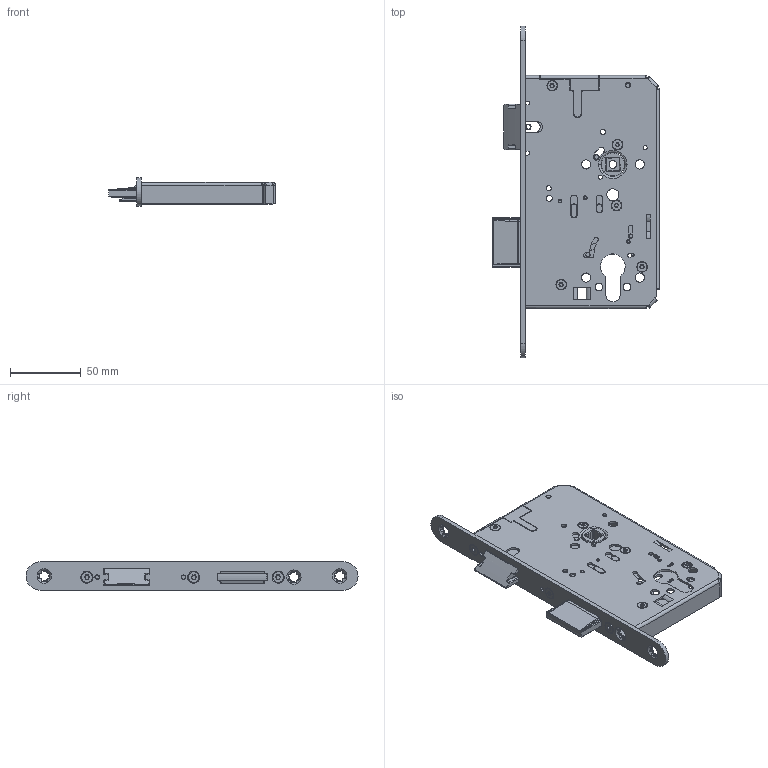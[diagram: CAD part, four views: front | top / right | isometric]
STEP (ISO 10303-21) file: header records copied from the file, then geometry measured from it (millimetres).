
FILE_DESCRIPTION((''),'2;1');
FILE_NAME('B-2320X-00-X-X_D65_F20X3_ABG_ASM','2015-05-29T',('ZoschkeSusanne'),(''),'PRO/ENGINEER BY PARAMETRIC TECHNOLOGY CORPORATION, 2014320','PRO/ENGINEER BY PARAMETRIC TECHNOLOGY CORPORATION, 2014320','');
FILE_SCHEMA(('AUTOMOTIVE_DESIGN_CC2 { 1 2 10303 214 -1 1 5 2 }'));
Products named in the file (59): X23110000_GEN_D65_AF1; X23900000_AF118; X03352000_AF118; X03354000_AF118; X00212000_AF6; X00212000_AF11; X00212000_AF21; X00212000_AF33; Y23110010_GEN_AF0_ASM; X23000000_AF0; X23302002_AF1; X23302010_AF19; Y23302022_AF0_ASM; X16323000_AF0; X95361000_AF0; Y23301014_AF0_ASM; X16500000_AF0; X23504001_AF0; X16503000_AF0; X97153000_AF0; Y23504020_AF2_ASM; X01709000_AF0; X16501000_AF2; X03397000_AF5; X16906000_AF0; X16908000_AF0; X16908000_AF1; X05042000_EINBAU_AF0; X05042000_EINBAU_AF1; X16907000_AF0; X16907000_AF1; Y16906010_AF5_ASM; X00017000_L1_AF5; X23904000_AF5; X23909000_AF0; X03394000_AF0; X01768000_AF0; Y23909010_AF5_ASM; X01747001_AF5; X23401002_AF1 ...
Assembly tree (58 placements, depth 4):
  B-2320X-00-X-X_D65_F20X3_ABG_ASM
    Y23110010_GEN_AF0_ASM
      X23110000_GEN_D65_AF1
      X23900000_AF118
      X03352000_AF118
      X03354000_AF118
      X00212000_AF6
      X00212000_AF11
      X00212000_AF21
      X00212000_AF33
    X23000000_AF0
    Y23301014_AF0_ASM
      Y23302022_AF0_ASM
        X23302002_AF1
        X23302010_AF19
      X16323000_AF0
      X95361000_AF0
    X16500000_AF0
    Y23504020_AF2_ASM
      X23504001_AF0
      X16503000_AF0
      X97153000_AF0
    X01709000_AF0
    X16501000_AF2
    X03397000_AF5
    Y16906010_AF5_ASM
      X16906000_AF0
      X16908000_AF0
      X16908000_AF1
      X05042000_EINBAU_AF0
      X05042000_EINBAU_AF1
      X16907000_AF0
      X16907000_AF1
    X00017000_L1_AF5
    X23904000_AF5
    Y23909010_AF5_ASM
      X23909000_AF0
      X03394000_AF0
      X01768000_AF0
    X01747001_AF5
    Y23400010_GEN_D65_AF5_ASM
      X23401002_AF1
      X03366000_AF40
      X03367000_AF40
      X16400000_AF1
    X16405000_AF5
    X23600000_AF0
    X23902000_AF7
    X16911000_AF7
    X23990000_AF1
    C96197002_AF1
    C96197002_AF0
    C96197002_AF3
    X23200000_GEN_D65_AF5
    X01822001_AF0
    X01822001_AF1
    X01822001_AF2
    X01822001_AF3
    X01822001_AF4
Bounding box: 117.98 x 234.8 x 20 mm (x, y, z)
Volume: 69074.2 mm3; surface area: 91730.1 mm2
Topology: 52 solids, 80 shells, 1813 faces, 4550 edges, 2870 vertices
Faces by surface type: cylinder 771, plane 712, torus 123, bspline 94, cone 91, sphere 22
Entity records: 73683 total; most frequent: CARTESIAN_POINT 16144, DIRECTION 9627, ORIENTED_EDGE 8988, EDGE_CURVE 4550, PRESENTATION_STYLE_ASSIGNMENT 3949, STYLED_ITEM 3936, CURVE_STYLE 3860, AXIS2_PLACEMENT_3D 3644
